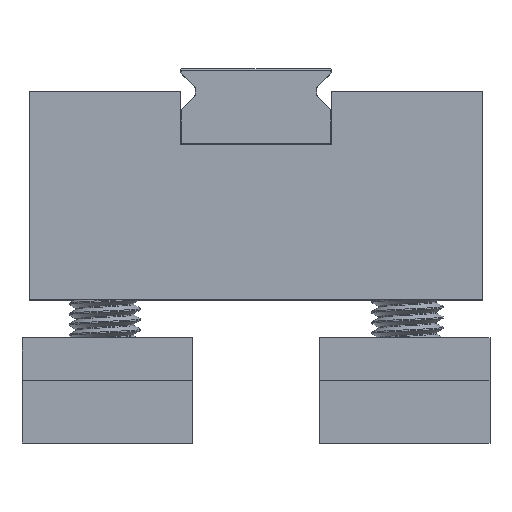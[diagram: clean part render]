
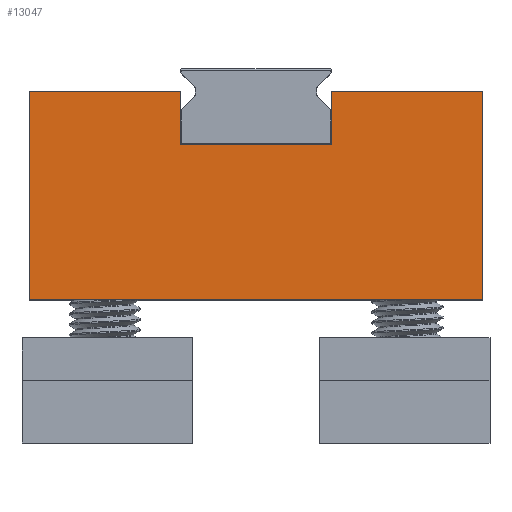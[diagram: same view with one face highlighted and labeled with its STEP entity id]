
A CAD part, top view. The second image highlights one B-rep face of the part: STEP entity #13047.
In plain terms, the highlighted planar face has unit normal (0, 0, 1).
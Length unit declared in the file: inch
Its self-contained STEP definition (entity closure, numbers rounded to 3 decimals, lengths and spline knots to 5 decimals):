
#51 = CARTESIAN_POINT ( 'NONE',  ( -0.5, 0.339, 0.5 ) ) ;
#389 = CARTESIAN_POINT ( 'NONE',  ( -0.5, 0.689, 0.5 ) ) ;
#711 = VECTOR ( 'NONE', #11301, 39.37008 ) ;
#770 = EDGE_CURVE ( 'NONE', #2040, #11198, #8518, .T. ) ;
#1260 = ORIENTED_EDGE ( 'NONE', *, *, #8505, .T. ) ;
#1331 = LINE ( 'NONE', #6834, #12107 ) ;
#1838 = CARTESIAN_POINT ( 'NONE',  ( -1.5, -0.689, 0.5 ) ) ;
#1972 = ORIENTED_EDGE ( 'NONE', *, *, #11644, .F. ) ;
#2040 = VERTEX_POINT ( 'NONE', #5551 ) ;
#2053 = VECTOR ( 'NONE', #2455, 39.37008 ) ;
#2208 = CARTESIAN_POINT ( 'NONE',  ( 0.5, 0.339, 0.5 ) ) ;
#2364 = LINE ( 'NONE', #2208, #3480 ) ;
#2455 = DIRECTION ( 'NONE',  ( 0., -1., 0. ) ) ;
#2466 = DIRECTION ( 'NONE',  ( -1., 0., 0. ) ) ;
#2658 = ORIENTED_EDGE ( 'NONE', *, *, #770, .F. ) ;
#2786 = VECTOR ( 'NONE', #8815, 39.37008 ) ;
#3010 = VECTOR ( 'NONE', #11891, 39.37008 ) ;
#3043 = DIRECTION ( 'NONE',  ( 0., -1., 0. ) ) ;
#3480 = VECTOR ( 'NONE', #10848, 39.37008 ) ;
#3644 = VERTEX_POINT ( 'NONE', #7859 ) ;
#3964 = CARTESIAN_POINT ( 'NONE',  ( 1.5, -0.689, 0.5 ) ) ;
#4069 = FACE_OUTER_BOUND ( 'NONE', #5234, .T. ) ;
#4441 = VERTEX_POINT ( 'NONE', #8346 ) ;
#4570 = CARTESIAN_POINT ( 'NONE',  ( -1.5, 0.689, 0.5 ) ) ;
#5030 = LINE ( 'NONE', #3964, #6406 ) ;
#5200 = VERTEX_POINT ( 'NONE', #5647 ) ;
#5234 = EDGE_LOOP ( 'NONE', ( #5608, #7762, #8677, #1972, #8571, #1260, #2658, #8662 ) ) ;
#5551 = CARTESIAN_POINT ( 'NONE',  ( 1.5, -0.689, 0.5 ) ) ;
#5557 = LINE ( 'NONE', #51, #3010 ) ;
#5608 = ORIENTED_EDGE ( 'NONE', *, *, #8271, .T. ) ;
#5647 = CARTESIAN_POINT ( 'NONE',  ( 0.5, 0.689, 0.5 ) ) ;
#6278 = VERTEX_POINT ( 'NONE', #389 ) ;
#6406 = VECTOR ( 'NONE', #3043, 39.37008 ) ;
#6834 = CARTESIAN_POINT ( 'NONE',  ( 1.5, 0.689, 0.5 ) ) ;
#7042 = VECTOR ( 'NONE', #2466, 39.37008 ) ;
#7147 = EDGE_CURVE ( 'NONE', #6278, #7450, #1331, .T. ) ;
#7450 = VERTEX_POINT ( 'NONE', #4570 ) ;
#7762 = ORIENTED_EDGE ( 'NONE', *, *, #13111, .F. ) ;
#7765 = CARTESIAN_POINT ( 'NONE',  ( 1.5, -0.689, 0.5 ) ) ;
#7859 = CARTESIAN_POINT ( 'NONE',  ( 1.5, 0.689, 0.5 ) ) ;
#8271 = EDGE_CURVE ( 'NONE', #3644, #5200, #12406, .T. ) ;
#8346 = CARTESIAN_POINT ( 'NONE',  ( -0.5, 0.339, 0.5 ) ) ;
#8505 = EDGE_CURVE ( 'NONE', #7450, #11198, #12049, .T. ) ;
#8518 = LINE ( 'NONE', #7765, #7042 ) ;
#8571 = ORIENTED_EDGE ( 'NONE', *, *, #7147, .T. ) ;
#8662 = ORIENTED_EDGE ( 'NONE', *, *, #13436, .F. ) ;
#8677 = ORIENTED_EDGE ( 'NONE', *, *, #13543, .F. ) ;
#8815 = DIRECTION ( 'NONE',  ( 1., 0., 0. ) ) ;
#9516 = AXIS2_PLACEMENT_3D ( 'NONE', #12455, #11417, #12391 ) ;
#9707 = CARTESIAN_POINT ( 'NONE',  ( -0.5, 0.339, 0.5 ) ) ;
#9971 = VERTEX_POINT ( 'NONE', #13505 ) ;
#10166 = DIRECTION ( 'NONE',  ( -1., 0., 0. ) ) ;
#10172 = PLANE ( 'NONE',  #9516 ) ;
#10848 = DIRECTION ( 'NONE',  ( 0., 1., 0. ) ) ;
#11198 = VERTEX_POINT ( 'NONE', #1838 ) ;
#11301 = DIRECTION ( 'NONE',  ( -1., 0., 0. ) ) ;
#11417 = DIRECTION ( 'NONE',  ( 0., 0., -1. ) ) ;
#11644 = EDGE_CURVE ( 'NONE', #6278, #4441, #5557, .T. ) ;
#11858 = LINE ( 'NONE', #9707, #2786 ) ;
#11891 = DIRECTION ( 'NONE',  ( 0., -1., 0. ) ) ;
#12049 = LINE ( 'NONE', #12964, #2053 ) ;
#12107 = VECTOR ( 'NONE', #10166, 39.37008 ) ;
#12391 = DIRECTION ( 'NONE',  ( -1., 0., 0. ) ) ;
#12406 = LINE ( 'NONE', #13389, #711 ) ;
#12455 = CARTESIAN_POINT ( 'NONE',  ( 1.5, -0.689, 0.5 ) ) ;
#12964 = CARTESIAN_POINT ( 'NONE',  ( -1.5, -0.689, 0.5 ) ) ;
#13047 = ADVANCED_FACE ( 'NONE', ( #4069 ), #10172, .F. ) ;
#13111 = EDGE_CURVE ( 'NONE', #9971, #5200, #2364, .T. ) ;
#13389 = CARTESIAN_POINT ( 'NONE',  ( 1.5, 0.689, 0.5 ) ) ;
#13436 = EDGE_CURVE ( 'NONE', #3644, #2040, #5030, .T. ) ;
#13505 = CARTESIAN_POINT ( 'NONE',  ( 0.5, 0.339, 0.5 ) ) ;
#13543 = EDGE_CURVE ( 'NONE', #4441, #9971, #11858, .T. ) ;
